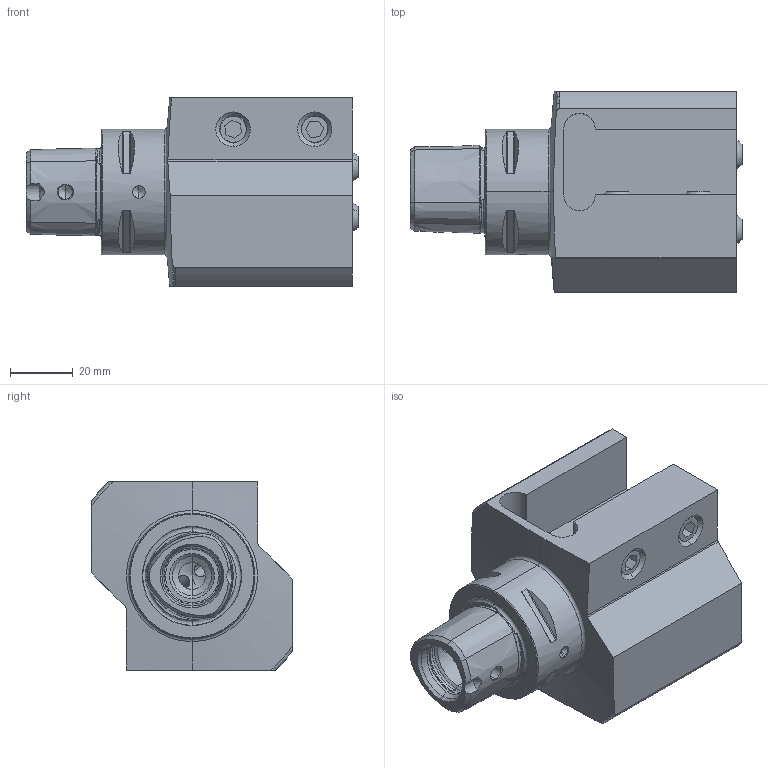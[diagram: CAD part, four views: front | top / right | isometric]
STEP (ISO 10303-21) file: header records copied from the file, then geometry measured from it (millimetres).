
FILE_DESCRIPTION (( 'STEP AP203' ), '1' );
FILE_NAME ('PS4-V20.R22.080.STEP', '2018-10-17T13:47:42', ( 'SwiAdmin' ), ( '' ), 'SwSTEP 2.0', 'SolidWorks 2017', '' );
FILE_SCHEMA (( 'CONFIG_CONTROL_DESIGN' ));
Length unit declared in the file: millimetre
Products named in the file (6): KU1-U12.001.010_1; KU1-U12.001.010; ISO 4026 - M10 x 20_PreviewCfg; PS4-V20.R22.080_A; PS4-V20.R22.080; KU1-U12.001.010_2
Assembly tree (9 placements, depth 3):
  PS4-V20.R22.080
    PS4-V20.R22.080_A
    ISO 4026 - M10 x 20_PreviewCfg  x4
    KU1-U12.001.010  x2
      KU1-U12.001.010_1
      KU1-U12.001.010_2
Bounding box: 105.8 x 64 x 60 mm (x, y, z)
Volume: 172114.8 mm3; surface area: 40255.3 mm2
Topology: 9 solids, 9 shells, 286 faces, 706 edges, 432 vertices
Faces by surface type: cone 86, plane 79, cylinder 75, torus 38, sphere 8
Entity records: 8058 total; most frequent: CARTESIAN_POINT 2075, DIRECTION 1136, ORIENTED_EDGE 1088, EDGE_CURVE 544, AXIS2_PLACEMENT_3D 469, VERTEX_POINT 336, EDGE_LOOP 250, CIRCLE 232
